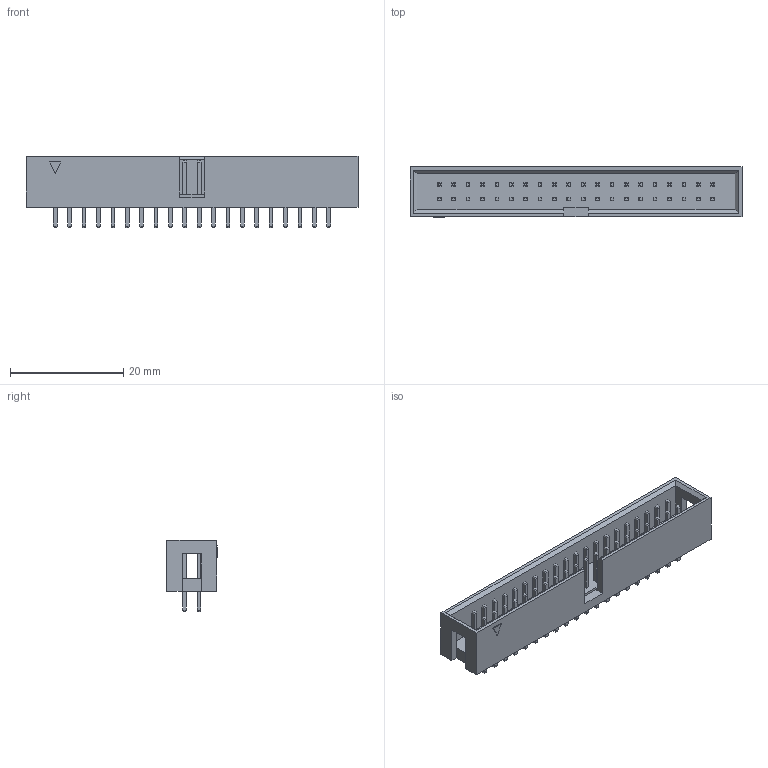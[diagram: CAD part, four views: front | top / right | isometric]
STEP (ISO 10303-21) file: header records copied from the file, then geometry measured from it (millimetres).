
FILE_DESCRIPTION (( 'STEP AP214' ), '1' );
FILE_NAME ('User Library-DS1013-40S (IDC-40MS CONNFLY).STEP', '2018-04-28T17:15:34', ( '' ), ( '' ), 'SwSTEP 2.0', 'SolidWorks 2018', '' );
FILE_SCHEMA (( 'AUTOMOTIVE_DESIGN' ));
Length unit declared in the file: millimetre
Products named in the file (1): User Library-DS1013-40S (IDC-40MS CONNFLY)
Bounding box: 58.6 x 8.9 x 12.6 mm (x, y, z)
Volume: 2210.1 mm3; surface area: 3915.3 mm2
Topology: 1 solids, 1 shells, 756 faces, 1703 edges, 1026 vertices
Faces by surface type: plane 756
Entity records: 20621 total; most frequent: CARTESIAN_POINT 3486, ORIENTED_EDGE 3406, DIRECTION 3217, LINE 1703, VECTOR 1703, EDGE_CURVE 1703, VERTEX_POINT 1026, EDGE_LOOP 837
